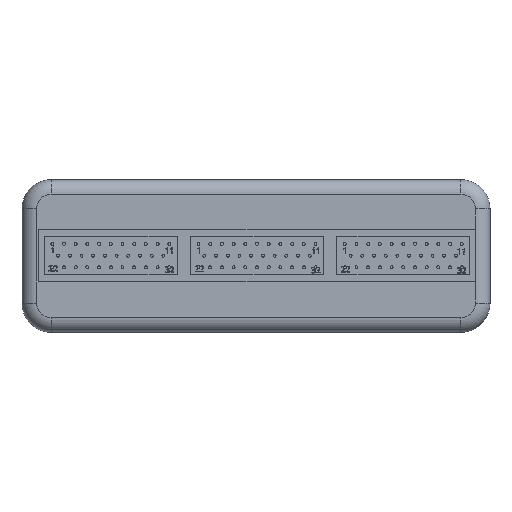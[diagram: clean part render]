
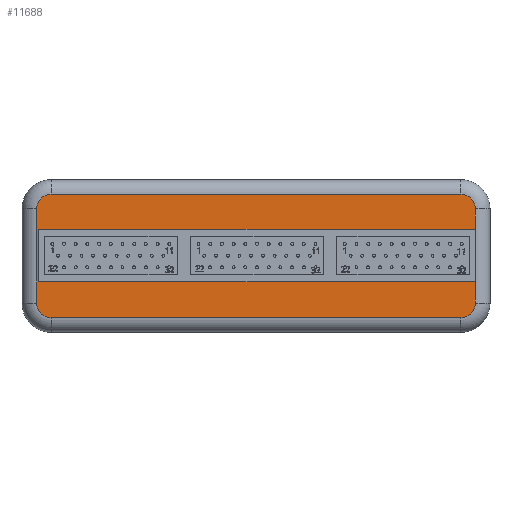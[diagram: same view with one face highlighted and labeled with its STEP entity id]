
A CAD part, top view. The second image highlights one B-rep face of the part: STEP entity #11688.
In plain terms, the highlighted planar face has unit normal (0, 0, 1).
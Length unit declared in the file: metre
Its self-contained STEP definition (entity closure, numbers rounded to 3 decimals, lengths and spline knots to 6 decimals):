
#1041=LINE('',#17915,#1743);
#1043=LINE('',#17921,#1745);
#1044=LINE('',#17925,#1746);
#1045=LINE('',#17930,#1747);
#1046=LINE('',#17931,#1748);
#1047=LINE('',#17935,#1749);
#1048=LINE('',#17939,#1750);
#1049=LINE('',#17943,#1751);
#1743=VECTOR('',#14400,1.);
#1745=VECTOR('',#14406,1.);
#1746=VECTOR('',#14411,1.);
#1747=VECTOR('',#14416,1.);
#1748=VECTOR('',#14417,1.);
#1749=VECTOR('',#14420,1.);
#1750=VECTOR('',#14423,1.);
#1751=VECTOR('',#14426,1.);
#3099=ORIENTED_EDGE('',*,*,#6014,.T.);
#3100=ORIENTED_EDGE('',*,*,#6015,.T.);
#3101=ORIENTED_EDGE('',*,*,#6008,.T.);
#3102=ORIENTED_EDGE('',*,*,#6011,.T.);
#3103=ORIENTED_EDGE('',*,*,#6013,.F.);
#3104=ORIENTED_EDGE('',*,*,#6016,.T.);
#3105=ORIENTED_EDGE('',*,*,#6017,.T.);
#3106=ORIENTED_EDGE('',*,*,#6018,.T.);
#3107=ORIENTED_EDGE('',*,*,#6019,.T.);
#3108=ORIENTED_EDGE('',*,*,#6020,.T.);
#3109=ORIENTED_EDGE('',*,*,#6021,.T.);
#3110=ORIENTED_EDGE('',*,*,#6022,.T.);
#6008=EDGE_CURVE('',#7560,#7559,#1041,.T.);
#6011=EDGE_CURVE('',#7559,#7561,#1043,.T.);
#6013=EDGE_CURVE('',#7562,#7561,#1044,.T.);
#6014=EDGE_CURVE('',#7563,#7564,#8391,.T.);
#6015=EDGE_CURVE('',#7564,#7560,#1045,.T.);
#6016=EDGE_CURVE('',#7562,#7565,#1046,.T.);
#6017=EDGE_CURVE('',#7565,#7566,#8392,.T.);
#6018=EDGE_CURVE('',#7566,#7567,#1047,.T.);
#6019=EDGE_CURVE('',#7567,#7568,#8393,.T.);
#6020=EDGE_CURVE('',#7568,#7569,#1048,.F.);
#6021=EDGE_CURVE('',#7569,#7570,#8394,.T.);
#6022=EDGE_CURVE('',#7570,#7563,#1049,.F.);
#7559=VERTEX_POINT('',#17914);
#7560=VERTEX_POINT('',#17916);
#7561=VERTEX_POINT('',#17920);
#7562=VERTEX_POINT('',#17924);
#7563=VERTEX_POINT('',#17928);
#7564=VERTEX_POINT('',#17929);
#7565=VERTEX_POINT('',#17932);
#7566=VERTEX_POINT('',#17934);
#7567=VERTEX_POINT('',#17936);
#7568=VERTEX_POINT('',#17938);
#7569=VERTEX_POINT('',#17940);
#7570=VERTEX_POINT('',#17942);
#8391=CIRCLE('',#12734,0.005);
#8392=CIRCLE('',#12735,0.005);
#8393=CIRCLE('',#12736,0.005);
#8394=CIRCLE('',#12737,0.005);
#9037=EDGE_LOOP('',(#3099,#3100,#3101,#3102,#3103,#3104,#3105,#3106,#3107,
#3108,#3109,#3110));
#10265=FACE_BOUND('',#9037,.T.);
#11191=PLANE('',#12733);
#11688=ADVANCED_FACE('',(#10265),#11191,.T.);
#12733=AXIS2_PLACEMENT_3D('',#17926,#14412,#14413);
#12734=AXIS2_PLACEMENT_3D('',#17927,#14414,#14415);
#12735=AXIS2_PLACEMENT_3D('',#17933,#14418,#14419);
#12736=AXIS2_PLACEMENT_3D('',#17937,#14421,#14422);
#12737=AXIS2_PLACEMENT_3D('',#17941,#14424,#14425);
#14400=DIRECTION('',(-1.,0.,0.));
#14406=DIRECTION('',(0.,1.,0.));
#14411=DIRECTION('',(-1.,0.,0.));
#14412=DIRECTION('',(0.,0.,1.));
#14413=DIRECTION('',(1.,0.,0.));
#14414=DIRECTION('',(0.,0.,1.));
#14415=DIRECTION('',(1.,0.,0.));
#14416=DIRECTION('',(0.,1.,0.));
#14417=DIRECTION('',(0.,1.,0.));
#14418=DIRECTION('',(0.,0.,1.));
#14419=DIRECTION('',(1.,0.,0.));
#14420=DIRECTION('',(-1.,0.,0.));
#14421=DIRECTION('',(0.,0.,1.));
#14422=DIRECTION('',(1.,0.,0.));
#14423=DIRECTION('',(0.,1.,0.));
#14424=DIRECTION('',(0.,0.,1.));
#14425=DIRECTION('',(1.,0.,0.));
#14426=DIRECTION('',(-1.,0.,0.));
#17914=CARTESIAN_POINT('',(-0.0047,-0.0129,0.015));
#17915=CARTESIAN_POINT('',(0.07,-0.0129,0.015));
#17916=CARTESIAN_POINT('',(0.14465,-0.0129,0.015));
#17920=CARTESIAN_POINT('',(-0.0047,0.005,0.015));
#17921=CARTESIAN_POINT('',(-0.0047,-0.00395,0.015));
#17924=CARTESIAN_POINT('',(0.14465,0.005,0.015));
#17925=CARTESIAN_POINT('',(0.07,0.005,0.015));
#17926=CARTESIAN_POINT('',(0.06965,-0.0041,0.015));
#17927=CARTESIAN_POINT('',(0.13965,-0.0202,0.015));
#17928=CARTESIAN_POINT('',(0.13965,-0.0252,0.015));
#17929=CARTESIAN_POINT('',(0.14465,-0.0202,0.015));
#17930=CARTESIAN_POINT('',(0.14465,0.012,0.015));
#17931=CARTESIAN_POINT('',(0.14465,0.012,0.015));
#17932=CARTESIAN_POINT('',(0.14465,0.012,0.015));
#17933=CARTESIAN_POINT('',(0.13965,0.012,0.015));
#17934=CARTESIAN_POINT('',(0.13965,0.017,0.015));
#17935=CARTESIAN_POINT('',(-0.00035,0.017,0.015));
#17936=CARTESIAN_POINT('',(-0.00035,0.017,0.015));
#17937=CARTESIAN_POINT('',(-0.00035,0.012,0.015));
#17938=CARTESIAN_POINT('',(-0.00535,0.012,0.015));
#17939=CARTESIAN_POINT('',(-0.00535,-0.0041,0.015));
#17940=CARTESIAN_POINT('',(-0.00535,-0.0202,0.015));
#17941=CARTESIAN_POINT('',(-0.00035,-0.0202,0.015));
#17942=CARTESIAN_POINT('',(-0.00035,-0.0252,0.015));
#17943=CARTESIAN_POINT('',(0.06965,-0.0252,0.015));
